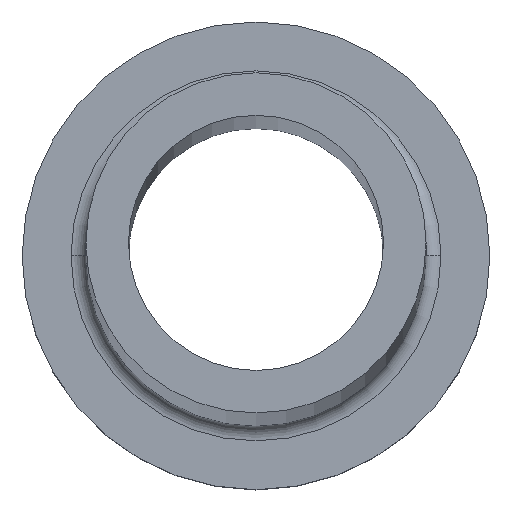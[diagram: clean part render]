
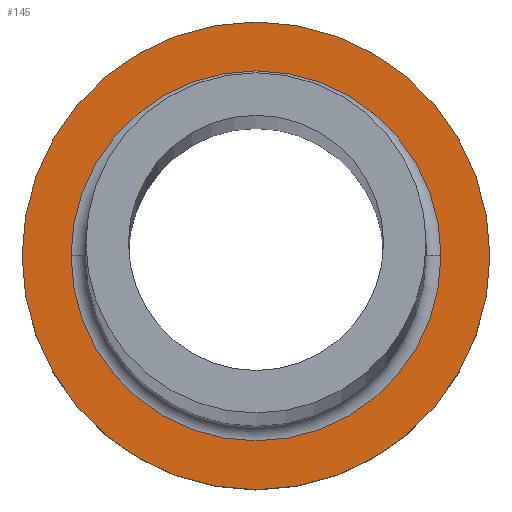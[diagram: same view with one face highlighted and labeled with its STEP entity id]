
A CAD part, top view. The second image highlights one B-rep face of the part: STEP entity #145.
In plain terms, the highlighted planar face has unit normal (0, 0, 1).
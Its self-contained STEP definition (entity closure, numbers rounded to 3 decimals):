
#2 = AXIS2_PLACEMENT_3D ( 'NONE', #150, #121, #148 ) ;
#6 = ORIENTED_EDGE ( 'NONE', *, *, #261, .T. ) ;
#17 = CARTESIAN_POINT ( 'NONE',  ( 0., 0., 7. ) ) ;
#27 = DIRECTION ( 'NONE',  ( 1., 0., 0. ) ) ;
#28 = CIRCLE ( 'NONE', #152, 11. ) ;
#32 = VERTEX_POINT ( 'NONE', #60 ) ;
#49 = CARTESIAN_POINT ( 'NONE',  ( 0., 0., 7. ) ) ;
#53 = DIRECTION ( 'NONE',  ( 0., 0., 1. ) ) ;
#54 = CARTESIAN_POINT ( 'NONE',  ( 0., 0., 7. ) ) ;
#60 = CARTESIAN_POINT ( 'NONE',  ( -8.7, 0., 7. ) ) ;
#63 = AXIS2_PLACEMENT_3D ( 'NONE', #17, #197, #72 ) ;
#72 = DIRECTION ( 'NONE',  ( 1., 0., 0. ) ) ;
#93 = EDGE_LOOP ( 'NONE', ( #295, #297 ) ) ;
#115 = AXIS2_PLACEMENT_3D ( 'NONE', #49, #169, #343 ) ;
#121 = DIRECTION ( 'NONE',  ( 0., 0., -1. ) ) ;
#141 = CARTESIAN_POINT ( 'NONE',  ( 8.7, 0., 7. ) ) ;
#145 = ADVANCED_FACE ( 'NONE', ( #336, #371 ), #316, .T. ) ;
#148 = DIRECTION ( 'NONE',  ( 1., 0., 0. ) ) ;
#150 = CARTESIAN_POINT ( 'NONE',  ( 0., 0., 7. ) ) ;
#151 = VERTEX_POINT ( 'NONE', #141 ) ;
#152 = AXIS2_PLACEMENT_3D ( 'NONE', #210, #53, #317 ) ;
#169 = DIRECTION ( 'NONE',  ( 0., 0., 1. ) ) ;
#173 = DIRECTION ( 'NONE',  ( 0., 0., 1. ) ) ;
#174 = CIRCLE ( 'NONE', #299, 11. ) ;
#197 = DIRECTION ( 'NONE',  ( 0., 0., -1. ) ) ;
#202 = EDGE_CURVE ( 'NONE', #32, #151, #257, .T. ) ;
#210 = CARTESIAN_POINT ( 'NONE',  ( 0., 0., 7. ) ) ;
#257 = CIRCLE ( 'NONE', #63, 8.7 ) ;
#261 = EDGE_CURVE ( 'NONE', #354, #274, #28, .T. ) ;
#264 = CARTESIAN_POINT ( 'NONE',  ( 11., 0., 7. ) ) ;
#274 = VERTEX_POINT ( 'NONE', #264 ) ;
#290 = CARTESIAN_POINT ( 'NONE',  ( -11., 0., 7. ) ) ;
#295 = ORIENTED_EDGE ( 'NONE', *, *, #325, .T. ) ;
#297 = ORIENTED_EDGE ( 'NONE', *, *, #202, .T. ) ;
#299 = AXIS2_PLACEMENT_3D ( 'NONE', #54, #173, #27 ) ;
#312 = EDGE_CURVE ( 'NONE', #274, #354, #174, .T. ) ;
#316 = PLANE ( 'NONE',  #115 ) ;
#317 = DIRECTION ( 'NONE',  ( 1., 0., 0. ) ) ;
#325 = EDGE_CURVE ( 'NONE', #151, #32, #372, .T. ) ;
#336 = FACE_BOUND ( 'NONE', #93, .T. ) ;
#343 = DIRECTION ( 'NONE',  ( 1., 0., 0. ) ) ;
#352 = EDGE_LOOP ( 'NONE', ( #6, #362 ) ) ;
#354 = VERTEX_POINT ( 'NONE', #290 ) ;
#362 = ORIENTED_EDGE ( 'NONE', *, *, #312, .T. ) ;
#371 = FACE_OUTER_BOUND ( 'NONE', #352, .T. ) ;
#372 = CIRCLE ( 'NONE', #2, 8.7 ) ;
